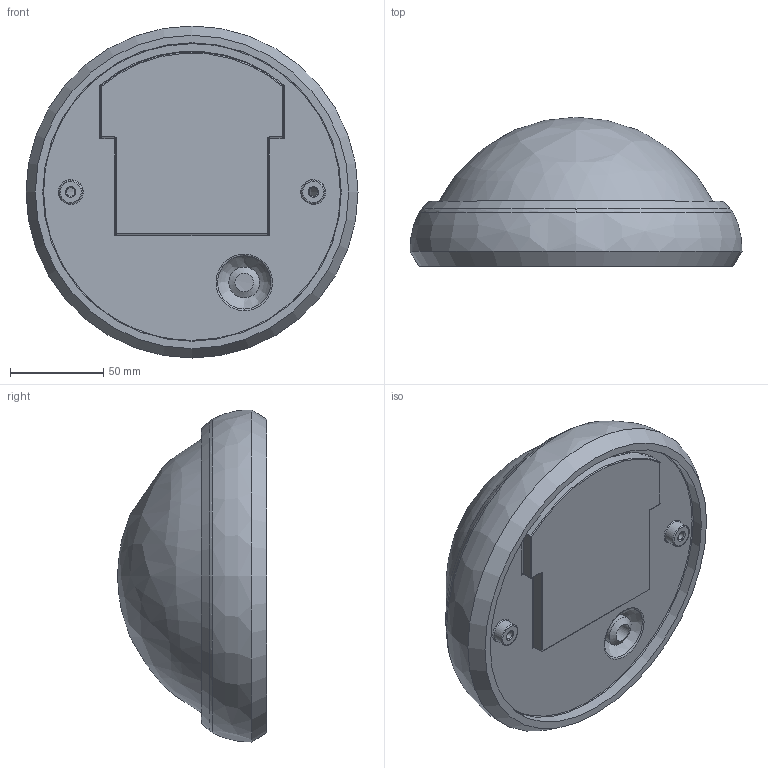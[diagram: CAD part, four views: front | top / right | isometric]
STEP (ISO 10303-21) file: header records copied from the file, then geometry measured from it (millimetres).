
FILE_DESCRIPTION (( 'STEP AP203' ), '1' );
FILE_NAME ('LDPO0-3010D-8-4500-K01 Ñâåòèëüíèê ñâåòîäèîäíûé ÄÏÎ 3010Ä 8Âò 4500K IP54 êðóã áåëûé ïëàñòèê ñ ÄÄ IEK.STEP', '2018-01-22T05:43:38', ( '' ), ( '' ), 'SwSTEP 2.0', 'SolidWorks 2014', '' );
FILE_SCHEMA (( 'CONFIG_CONTROL_DESIGN' ));
Length unit declared in the file: millimetre
Products named in the file (1): LDPO0-3010D-8-4500-K01 Ñâåòèëüíèê ñâåòîäèîäíûé ÄÏÎ 3010Ä 8Âò 4500K IP54 êðóã áåëûé  ïëàñòèê ñ ÄÄ IEK
Bounding box: 178 x 80 x 178 mm (x, y, z)
Volume: 314515.1 mm3; surface area: 123747.7 mm2
Topology: 1 solids, 1 shells, 81 faces, 178 edges, 92 vertices
Faces by surface type: bspline 32, cylinder 32, plane 14, cone 3
Full cylindrical faces by diameter (mm): 4.6 x2, 10 x1, 12.3 x2, 16.5 x1, 146.207 x1, 148 x1, 160 x1
Entity records: 4781 total; most frequent: CARTESIAN_POINT 3308, DIRECTION 270, ORIENTED_EDGE 262, EDGE_CURVE 131, EDGE_LOOP 116, AXIS2_PLACEMENT_3D 113, FACE_OUTER_BOUND 102, VERTEX_POINT 83
